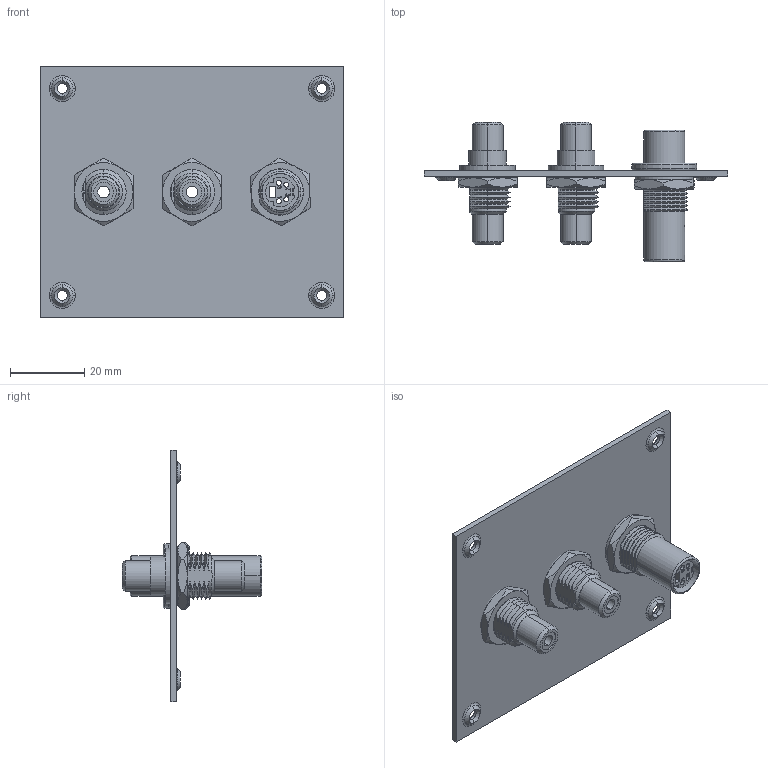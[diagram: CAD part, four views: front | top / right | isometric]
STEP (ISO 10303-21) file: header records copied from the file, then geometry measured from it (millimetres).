
FILE_DESCRIPTION (( 'STEP AP214' ), '1' );
FILE_NAME ('USP1SVID2RCAB.STEP', '2007-11-29T20:20:01', ( ' ' ), ( ' ' ), 'SwSTEP 2.0', 'SolidWorks 2007', '' );
FILE_SCHEMA (( 'AUTOMOTIVE_DESIGN' ));
Length unit declared in the file: inch
Products named in the file (9): 3AA02-008; BA400; 1AR06-004_USP-A3; USP1SVID2RCAB; MD44FF-MA2; 3AB10-003_MD44FF; MD44FF_HARDWARE OFFSETT .060; 3AA03-005
Assembly tree (11 placements, depth 3):
  USP1SVID2RCAB
    MD44FF_HARDWARE OFFSETT .060
      3AA02-008
      3AA03-005
      3AB10-003_MD44FF
      MD44FF-MA2
    BA400  x2
      BA400
      3AA02-008
      3AA03-005
    1AR06-004_USP-A3
Bounding box: 82.04 x 37.72 x 68.07 mm (x, y, z)
Volume: 16097.9 mm3; surface area: 22014 mm2
Topology: 11 solids, 11 shells, 989 faces, 2544 edges, 1616 vertices
Faces by surface type: plane 396, cylinder 277, cone 208, bspline 64, torus 44
Entity records: 29348 total; most frequent: CARTESIAN_POINT 8378, ORIENTED_EDGE 3432, DIRECTION 3185, EDGE_CURVE 1716, AXIS2_PLACEMENT_3D 1107, VERTEX_POINT 1090, VECTOR 971, LINE 971
